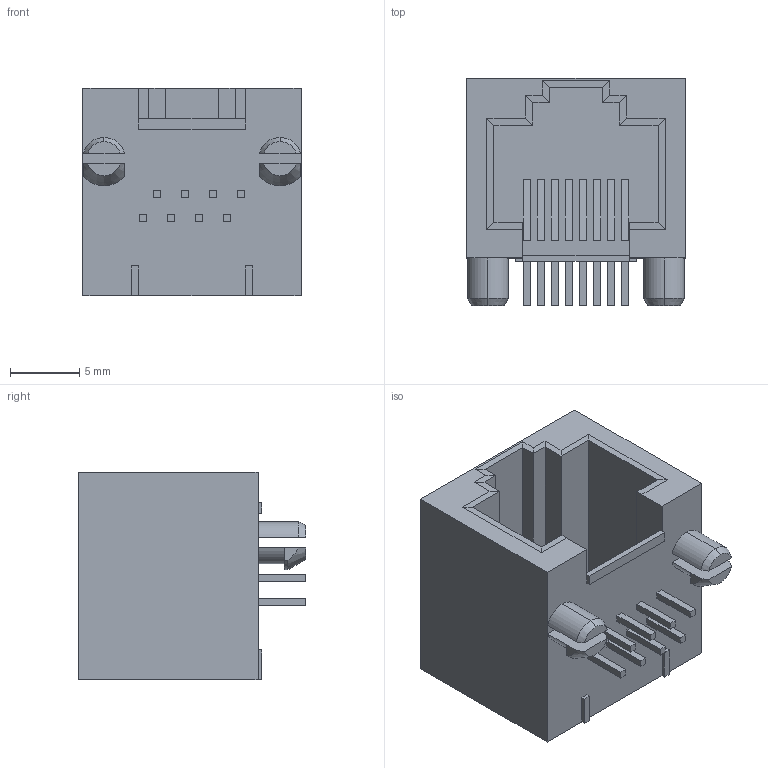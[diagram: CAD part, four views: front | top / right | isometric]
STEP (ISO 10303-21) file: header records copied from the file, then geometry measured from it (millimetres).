
FILE_DESCRIPTION (( 'STEP AP214' ), '1' );
FILE_NAME ('RJHSE-5080.STEP', '2018-05-10T11:29:09', ( '' ), ( '' ), 'SwSTEP 2.0', 'SolidWorks 2017', '' );
FILE_SCHEMA (( 'AUTOMOTIVE_DESIGN' ));
Length unit declared in the file: inch
Products named in the file (1): RJHSE-5080
Bounding box: 15.75 x 16.38 x 14.99 mm (x, y, z)
Volume: 1645.3 mm3; surface area: 2147.2 mm2
Topology: 17 solids, 17 shells, 175 faces, 391 edges, 254 vertices
Faces by surface type: plane 159, cylinder 10, cone 6
Entity records: 4991 total; most frequent: CARTESIAN_POINT 869, ORIENTED_EDGE 782, DIRECTION 757, EDGE_CURVE 391, VECTOR 353, LINE 353, VERTEX_POINT 254, AXIS2_PLACEMENT_3D 202
